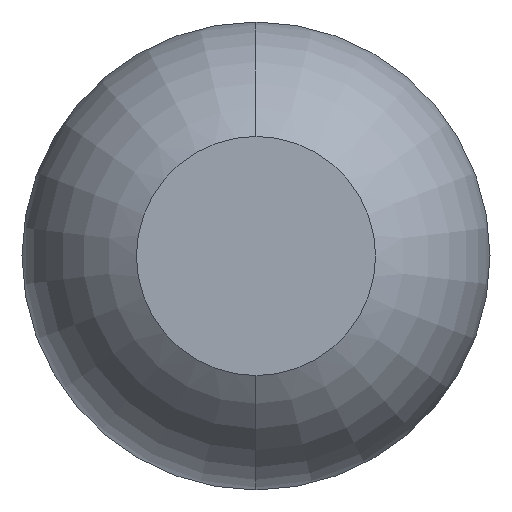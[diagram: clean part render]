
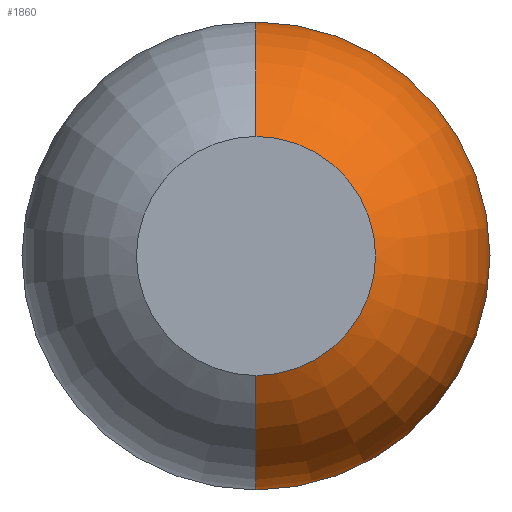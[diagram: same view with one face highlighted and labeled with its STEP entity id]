
A CAD part, front view. The second image highlights one B-rep face of the part: STEP entity #1860.
In plain terms, the highlighted toroidal (fillet/blend) face has major radius 0.035 mm and minor radius 0.65 mm.
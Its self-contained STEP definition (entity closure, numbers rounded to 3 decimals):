
#177 = CARTESIAN_POINT ( 'NONE',  ( 0., -24.431, -0.035 ) ) ;
#335 = FACE_OUTER_BOUND ( 'NONE', #3471, .T. ) ;
#420 = CARTESIAN_POINT ( 'NONE',  ( 0., -25., 0. ) ) ;
#571 = CARTESIAN_POINT ( 'NONE',  ( 0., -24.431, 0.035 ) ) ;
#652 = AXIS2_PLACEMENT_3D ( 'NONE', #420, #1030, #3297 ) ;
#699 = CIRCLE ( 'NONE', #652, 0.35 ) ;
#738 = CIRCLE ( 'NONE', #1189, 0.685 ) ;
#933 = DIRECTION ( 'NONE',  ( 0., 0., 1. ) ) ;
#968 = VERTEX_POINT ( 'NONE', #1025 ) ;
#1025 = CARTESIAN_POINT ( 'NONE',  ( 0., -25., 0.35 ) ) ;
#1030 = DIRECTION ( 'NONE',  ( 0., -1., 0. ) ) ;
#1044 = VERTEX_POINT ( 'NONE', #2602 ) ;
#1107 = DIRECTION ( 'NONE',  ( 0., -1., 0. ) ) ;
#1158 = VERTEX_POINT ( 'NONE', #1541 ) ;
#1189 = AXIS2_PLACEMENT_3D ( 'NONE', #3651, #1107, #3328 ) ;
#1217 = DIRECTION ( 'NONE',  ( 0., 0., -1. ) ) ;
#1241 = AXIS2_PLACEMENT_3D ( 'NONE', #571, #2798, #1217 ) ;
#1356 = EDGE_CURVE ( 'Defeature ausgef�hrt1_4+Defeature ausgef�hrt1_5+Defeature ausgef�hrt1_5+Defeature ausgef�hrt1_5', #1158, #2159, #738, .T. ) ;
#1541 = CARTESIAN_POINT ( 'NONE',  ( 0., -24.431, -0.685 ) ) ;
#1641 = CIRCLE ( 'NONE', #1241, 0.65 ) ;
#1860 = ADVANCED_FACE ( 'Defeature ausgef�hrt1_4', ( #335 ), #4054, .T. ) ;
#1892 = EDGE_CURVE ( 'NONE', #2159, #968, #1641, .T. ) ;
#2073 = ORIENTED_EDGE ( 'NONE', *, *, #2757, .F. ) ;
#2137 = DIRECTION ( 'NONE',  ( 0., -1., 0. ) ) ;
#2159 = VERTEX_POINT ( 'NONE', #3059 ) ;
#2233 = AXIS2_PLACEMENT_3D ( 'NONE', #3748, #2137, #2766 ) ;
#2348 = ORIENTED_EDGE ( 'NONE', *, *, #1356, .T. ) ;
#2447 = EDGE_CURVE ( 'Defeature ausgef�hrt1_18+Defeature ausgef�hrt1_4+Defeature ausgef�hrt1_4+Defeature ausgef�hrt1_4', #1044, #968, #699, .T. ) ;
#2602 = CARTESIAN_POINT ( 'NONE',  ( 0., -25., -0.35 ) ) ;
#2757 = EDGE_CURVE ( 'NONE', #1158, #1044, #3950, .T. ) ;
#2766 = DIRECTION ( 'NONE',  ( 0., 0., -1. ) ) ;
#2780 = ORIENTED_EDGE ( 'NONE', *, *, #1892, .T. ) ;
#2798 = DIRECTION ( 'NONE',  ( 1., 0., 0. ) ) ;
#2823 = DIRECTION ( 'NONE',  ( -1., 0., 0. ) ) ;
#3059 = CARTESIAN_POINT ( 'NONE',  ( 0., -24.431, 0.685 ) ) ;
#3297 = DIRECTION ( 'NONE',  ( 0., 0., -1. ) ) ;
#3328 = DIRECTION ( 'NONE',  ( 0., 0., -1. ) ) ;
#3471 = EDGE_LOOP ( 'NONE', ( #2348, #2780, #3830, #2073 ) ) ;
#3646 = AXIS2_PLACEMENT_3D ( 'NONE', #177, #2823, #933 ) ;
#3651 = CARTESIAN_POINT ( 'NONE',  ( 0., -24.431, 0. ) ) ;
#3748 = CARTESIAN_POINT ( 'NONE',  ( 0., -24.431, 0. ) ) ;
#3830 = ORIENTED_EDGE ( 'NONE', *, *, #2447, .F. ) ;
#3950 = CIRCLE ( 'NONE', #3646, 0.65 ) ;
#4054 = TOROIDAL_SURFACE ( 'NONE', #2233, 0.035, 0.65 ) ;
